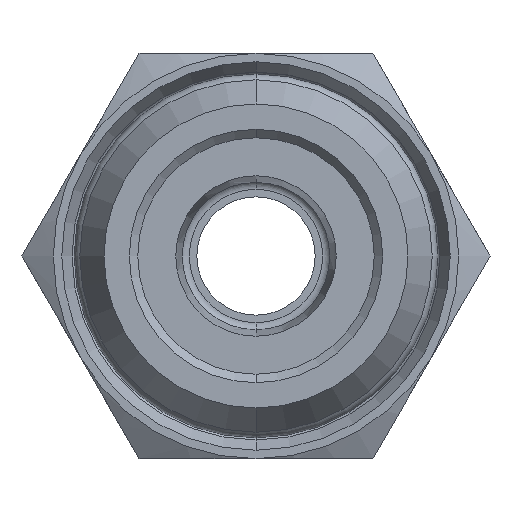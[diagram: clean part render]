
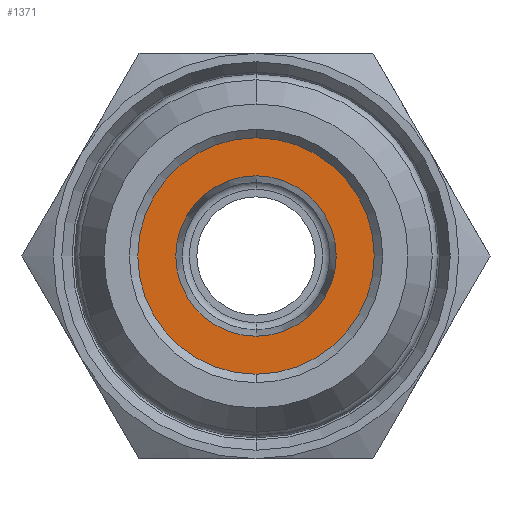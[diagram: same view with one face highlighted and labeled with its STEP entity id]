
A CAD part, front view. The second image highlights one B-rep face of the part: STEP entity #1371.
In plain terms, the highlighted planar face has unit normal (0, 1, 0).
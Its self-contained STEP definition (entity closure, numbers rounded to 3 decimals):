
#55 = ORIENTED_EDGE ( 'NONE', *, *, #300, .F. ) ;
#86 = VERTEX_POINT ( 'NONE', #1177 ) ;
#90 = CARTESIAN_POINT ( 'NONE',  ( 0., 17.5, 4.75 ) ) ;
#108 = AXIS2_PLACEMENT_3D ( 'NONE', #1398, #221, #1616 ) ;
#131 = CARTESIAN_POINT ( 'NONE',  ( 0., 17.5, 0. ) ) ;
#221 = DIRECTION ( 'NONE',  ( 0., -1., 0. ) ) ;
#245 = AXIS2_PLACEMENT_3D ( 'NONE', #630, #2014, #812 ) ;
#249 = EDGE_CURVE ( 'NONE', #727, #294, #901, .T. ) ;
#268 = ORIENTED_EDGE ( 'NONE', *, *, #1695, .F. ) ;
#273 = DIRECTION ( 'NONE',  ( 0., -1., 0. ) ) ;
#294 = VERTEX_POINT ( 'NONE', #323 ) ;
#300 = EDGE_CURVE ( 'NONE', #986, #1488, #1439, .T. ) ;
#306 = DIRECTION ( 'NONE',  ( 0., 0., -1. ) ) ;
#323 = CARTESIAN_POINT ( 'NONE',  ( 0., 17.5, -4.75 ) ) ;
#424 = CARTESIAN_POINT ( 'NONE',  ( 0., 17.5, 0. ) ) ;
#536 = EDGE_CURVE ( 'NONE', #86, #2157, #2135, .T. ) ;
#544 = ORIENTED_EDGE ( 'NONE', *, *, #1040, .F. ) ;
#545 = CARTESIAN_POINT ( 'NONE',  ( 0., 17.5, 0. ) ) ;
#556 = DIRECTION ( 'NONE',  ( 0., -1., 0. ) ) ;
#608 = DIRECTION ( 'NONE',  ( 0., 0., -1. ) ) ;
#630 = CARTESIAN_POINT ( 'NONE',  ( 0., 17.5, 0. ) ) ;
#666 = DIRECTION ( 'NONE',  ( 0., 0., -1. ) ) ;
#669 = EDGE_CURVE ( 'NONE', #1380, #86, #1614, .T. ) ;
#727 = VERTEX_POINT ( 'NONE', #90 ) ;
#744 = AXIS2_PLACEMENT_3D ( 'NONE', #2445, #2275, #2091 ) ;
#799 = ORIENTED_EDGE ( 'NONE', *, *, #1170, .F. ) ;
#812 = DIRECTION ( 'NONE',  ( 0., 0., -1. ) ) ;
#829 = CARTESIAN_POINT ( 'NONE',  ( 10.392, 17.5, 6. ) ) ;
#832 = CARTESIAN_POINT ( 'NONE',  ( 0., 17.5, 0. ) ) ;
#849 = DIRECTION ( 'NONE',  ( 0., -1., 0. ) ) ;
#855 = DIRECTION ( 'NONE',  ( 0., 0., -1. ) ) ;
#901 = CIRCLE ( 'NONE', #1110, 4.75 ) ;
#986 = VERTEX_POINT ( 'NONE', #1811 ) ;
#993 = CIRCLE ( 'NONE', #245, 4.75 ) ;
#1040 = EDGE_CURVE ( 'NONE', #2157, #1256, #1620, .T. ) ;
#1104 = CIRCLE ( 'NONE', #1996, 12. ) ;
#1110 = AXIS2_PLACEMENT_3D ( 'NONE', #131, #273, #306 ) ;
#1140 = AXIS2_PLACEMENT_3D ( 'NONE', #1698, #1705, #1716 ) ;
#1170 = EDGE_CURVE ( 'NONE', #1256, #986, #1104, .T. ) ;
#1177 = CARTESIAN_POINT ( 'NONE',  ( 0., 17.5, -12. ) ) ;
#1207 = DIRECTION ( 'NONE',  ( 0., -1., 0. ) ) ;
#1256 = VERTEX_POINT ( 'NONE', #829 ) ;
#1266 = EDGE_LOOP ( 'NONE', ( #2323, #1889 ) ) ;
#1288 = CARTESIAN_POINT ( 'NONE',  ( 4.75, 17.5, 0. ) ) ;
#1323 = DIRECTION ( 'NONE',  ( 0., 0., 1. ) ) ;
#1371 = ADVANCED_FACE ( 'NONE', ( #2526, #2467 ), #2078, .T. ) ;
#1380 = VERTEX_POINT ( 'NONE', #2328 ) ;
#1398 = CARTESIAN_POINT ( 'NONE',  ( 0., 17.5, 0. ) ) ;
#1439 = CIRCLE ( 'NONE', #1508, 12. ) ;
#1465 = CIRCLE ( 'NONE', #108, 12. ) ;
#1488 = VERTEX_POINT ( 'NONE', #2289 ) ;
#1508 = AXIS2_PLACEMENT_3D ( 'NONE', #545, #556, #666 ) ;
#1614 = CIRCLE ( 'NONE', #1140, 12. ) ;
#1616 = DIRECTION ( 'NONE',  ( 0., 0., -1. ) ) ;
#1620 = CIRCLE ( 'NONE', #2581, 12. ) ;
#1695 = EDGE_CURVE ( 'NONE', #1488, #1380, #1465, .T. ) ;
#1698 = CARTESIAN_POINT ( 'NONE',  ( 0., 17.5, 0. ) ) ;
#1705 = DIRECTION ( 'NONE',  ( 0., -1., 0. ) ) ;
#1716 = DIRECTION ( 'NONE',  ( 0., 0., -1. ) ) ;
#1720 = EDGE_CURVE ( 'NONE', #294, #727, #993, .T. ) ;
#1734 = DIRECTION ( 'NONE',  ( 0., 1., 0. ) ) ;
#1738 = ORIENTED_EDGE ( 'NONE', *, *, #669, .F. ) ;
#1811 = CARTESIAN_POINT ( 'NONE',  ( 0., 17.5, 12. ) ) ;
#1889 = ORIENTED_EDGE ( 'NONE', *, *, #249, .T. ) ;
#1944 = EDGE_LOOP ( 'NONE', ( #2048, #1738, #268, #55, #799, #544 ) ) ;
#1996 = AXIS2_PLACEMENT_3D ( 'NONE', #424, #1207, #608 ) ;
#2014 = DIRECTION ( 'NONE',  ( 0., -1., 0. ) ) ;
#2035 = CARTESIAN_POINT ( 'NONE',  ( 10.392, 17.5, -6. ) ) ;
#2048 = ORIENTED_EDGE ( 'NONE', *, *, #536, .F. ) ;
#2078 = PLANE ( 'NONE',  #2238 ) ;
#2091 = DIRECTION ( 'NONE',  ( 0., 0., -1. ) ) ;
#2135 = CIRCLE ( 'NONE', #744, 12. ) ;
#2157 = VERTEX_POINT ( 'NONE', #2035 ) ;
#2238 = AXIS2_PLACEMENT_3D ( 'NONE', #1288, #1734, #1323 ) ;
#2275 = DIRECTION ( 'NONE',  ( 0., -1., 0. ) ) ;
#2289 = CARTESIAN_POINT ( 'NONE',  ( -10.392, 17.5, 6. ) ) ;
#2323 = ORIENTED_EDGE ( 'NONE', *, *, #1720, .T. ) ;
#2328 = CARTESIAN_POINT ( 'NONE',  ( -10.392, 17.5, -6. ) ) ;
#2445 = CARTESIAN_POINT ( 'NONE',  ( 0., 17.5, 0. ) ) ;
#2467 = FACE_OUTER_BOUND ( 'NONE', #1944, .T. ) ;
#2526 = FACE_BOUND ( 'NONE', #1266, .T. ) ;
#2581 = AXIS2_PLACEMENT_3D ( 'NONE', #832, #849, #855 ) ;
